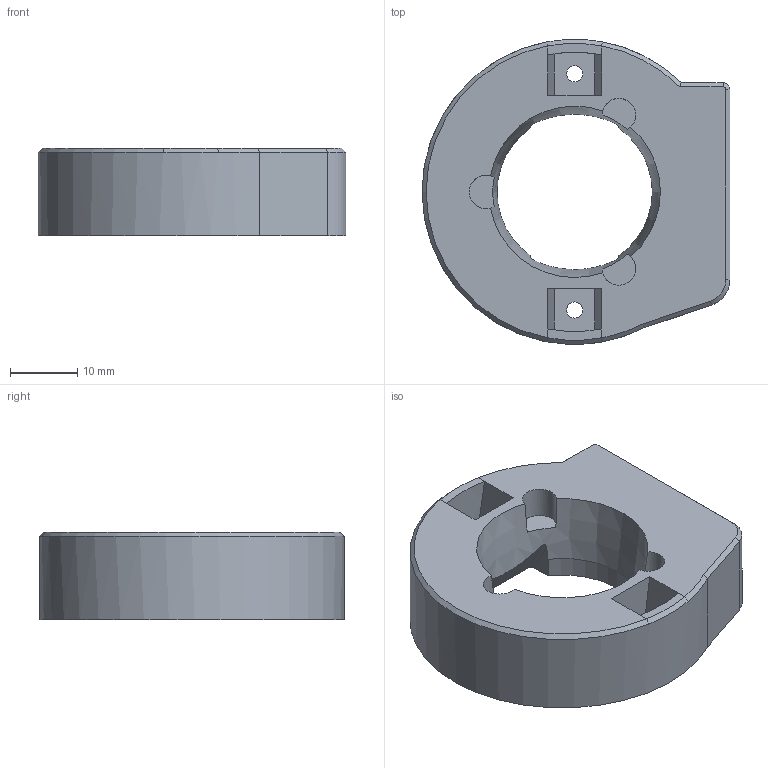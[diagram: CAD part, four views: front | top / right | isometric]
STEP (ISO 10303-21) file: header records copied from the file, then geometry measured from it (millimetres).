
FILE_DESCRIPTION(('FreeCAD Model'),'2;1');
FILE_NAME('Open CASCADE Shape Model','2025-08-25T11:41:01',(''),(''), 'Open CASCADE STEP processor 7.8','FreeCAD','Unknown');
FILE_SCHEMA(('AUTOMOTIVE_DESIGN { 1 0 10303 214 1 1 1 1 }'));
Length unit declared in the file: millimetre
Products named in the file (1): 5mm Carrier
Bounding box: 45.6 x 45.14 x 13 mm (x, y, z)
Volume: 15174.6 mm3; surface area: 5839.3 mm2
Topology: 1 solids, 1 shells, 53 faces, 140 edges, 89 vertices
Faces by surface type: plane 25, cylinder 18, cone 6, revolution 2, bspline 2
Full cylindrical faces by diameter (mm): 2.4 x2
Entity records: 1939 total; most frequent: CARTESIAN_POINT 572, DIRECTION 289, ORIENTED_EDGE 280, EDGE_CURVE 140, AXIS2_PLACEMENT_3D 112, VERTEX_POINT 89, LINE 63, VECTOR 63
